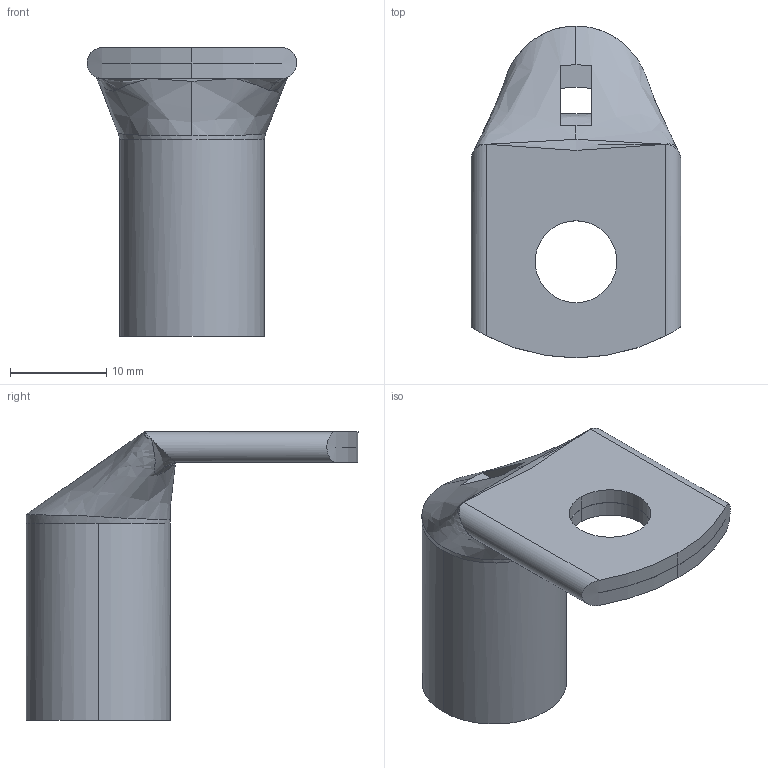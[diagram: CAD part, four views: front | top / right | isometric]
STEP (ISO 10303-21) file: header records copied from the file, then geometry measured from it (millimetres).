
FILE_DESCRIPTION (( 'STEP AP203' ), '1' );
FILE_NAME ('019379.STEP', '2025-06-18T07:18:21', ( '' ), ( '' ), 'SwSTEP 2.0', 'SolidWorks 2022', '' );
FILE_SCHEMA (( 'CONFIG_CONTROL_DESIGN' ));
Length unit declared in the file: millimetre
Products named in the file (1): 019379
Bounding box: 21.8 x 34.5 x 30 mm (x, y, z)
Volume: 3083 mm3; surface area: 4249.8 mm2
Topology: 1 solids, 1 shells, 50 faces, 139 edges, 79 vertices
Faces by surface type: plane 17, bspline 15, cylinder 14, cone 4
Entity records: 5430 total; most frequent: CARTESIAN_POINT 4283, ORIENTED_EDGE 258, DIRECTION 166, EDGE_CURVE 129, VERTEX_POINT 79, AXIS2_PLACEMENT_3D 63, B_SPLINE_CURVE_WITH_KNOTS 60, EDGE_LOOP 56
